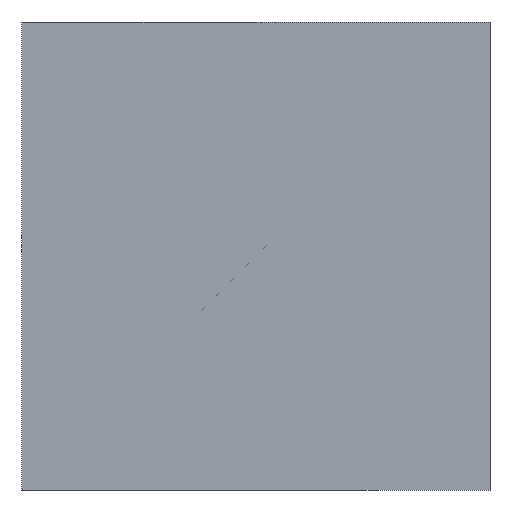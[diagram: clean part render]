
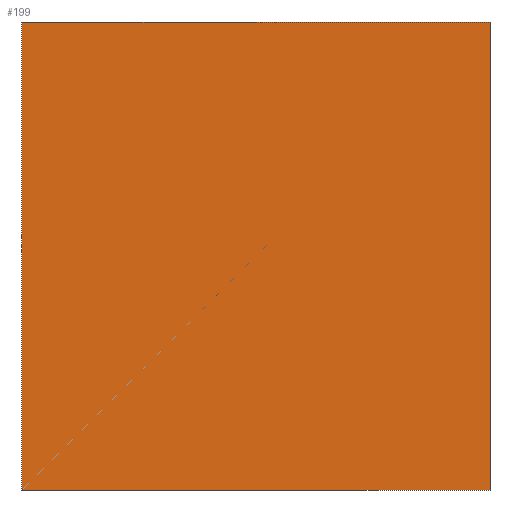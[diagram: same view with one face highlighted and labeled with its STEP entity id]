
A CAD part, left-side view. The second image highlights one B-rep face of the part: STEP entity #199.
In plain terms, the highlighted planar face has unit normal (-1, 0, 0).
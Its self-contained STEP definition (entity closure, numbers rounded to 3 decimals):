
#4 = EDGE_CURVE ( 'NONE', #323, #435, #336, .T. ) ;
#14 = DIRECTION ( 'NONE',  ( 1., 0., 0. ) ) ;
#23 = VECTOR ( 'NONE', #44, 1000. ) ;
#24 = ORIENTED_EDGE ( 'NONE', *, *, #116, .T. ) ;
#29 = VECTOR ( 'NONE', #251, 1000. ) ;
#35 = CARTESIAN_POINT ( 'NONE',  ( -6., 10., -4.926 ) ) ;
#44 = DIRECTION ( 'NONE',  ( 0., 0., 1. ) ) ;
#50 = CARTESIAN_POINT ( 'NONE',  ( -6., 10., -4.926 ) ) ;
#94 = LINE ( 'NONE', #97, #188 ) ;
#97 = CARTESIAN_POINT ( 'NONE',  ( -6., 10., 5.074 ) ) ;
#103 = VECTOR ( 'NONE', #305, 1000. ) ;
#116 = EDGE_CURVE ( 'NONE', #435, #219, #282, .T. ) ;
#139 = AXIS2_PLACEMENT_3D ( 'NONE', #50, #14, #226 ) ;
#140 = ORIENTED_EDGE ( 'NONE', *, *, #285, .F. ) ;
#159 = FACE_OUTER_BOUND ( 'NONE', #288, .T. ) ;
#188 = VECTOR ( 'NONE', #370, 1000. ) ;
#198 = CARTESIAN_POINT ( 'NONE',  ( -6., 10., 5.074 ) ) ;
#199 = ADVANCED_FACE ( 'NONE', ( #159 ), #422, .F. ) ;
#207 = ORIENTED_EDGE ( 'NONE', *, *, #271, .F. ) ;
#219 = VERTEX_POINT ( 'NONE', #287 ) ;
#226 = DIRECTION ( 'NONE',  ( 0., 0., -1. ) ) ;
#251 = DIRECTION ( 'NONE',  ( 0., 0., 1. ) ) ;
#271 = EDGE_CURVE ( 'NONE', #323, #436, #426, .T. ) ;
#273 = CARTESIAN_POINT ( 'NONE',  ( -6., 10., -4.926 ) ) ;
#282 = LINE ( 'NONE', #309, #23 ) ;
#285 = EDGE_CURVE ( 'NONE', #436, #219, #94, .T. ) ;
#287 = CARTESIAN_POINT ( 'NONE',  ( -6., 0., 5.074 ) ) ;
#288 = EDGE_LOOP ( 'NONE', ( #24, #140, #207, #319 ) ) ;
#305 = DIRECTION ( 'NONE',  ( 0., -1., 0. ) ) ;
#309 = CARTESIAN_POINT ( 'NONE',  ( -6., 0., -4.926 ) ) ;
#319 = ORIENTED_EDGE ( 'NONE', *, *, #4, .T. ) ;
#323 = VERTEX_POINT ( 'NONE', #273 ) ;
#336 = LINE ( 'NONE', #35, #103 ) ;
#356 = CARTESIAN_POINT ( 'NONE',  ( -6., 10., -4.926 ) ) ;
#365 = CARTESIAN_POINT ( 'NONE',  ( -6., 0., -4.926 ) ) ;
#370 = DIRECTION ( 'NONE',  ( 0., -1., 0. ) ) ;
#422 = PLANE ( 'NONE',  #139 ) ;
#426 = LINE ( 'NONE', #356, #29 ) ;
#435 = VERTEX_POINT ( 'NONE', #365 ) ;
#436 = VERTEX_POINT ( 'NONE', #198 ) ;
